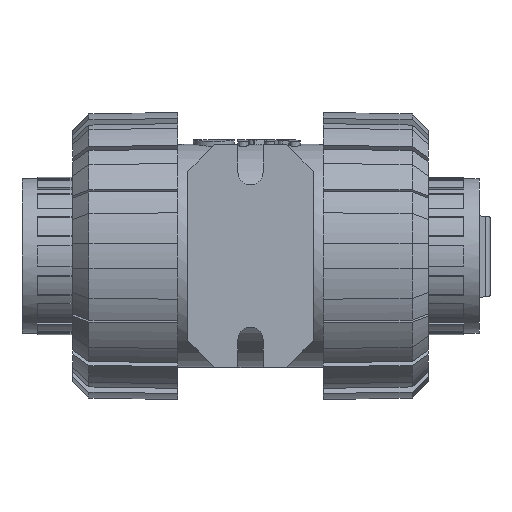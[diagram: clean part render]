
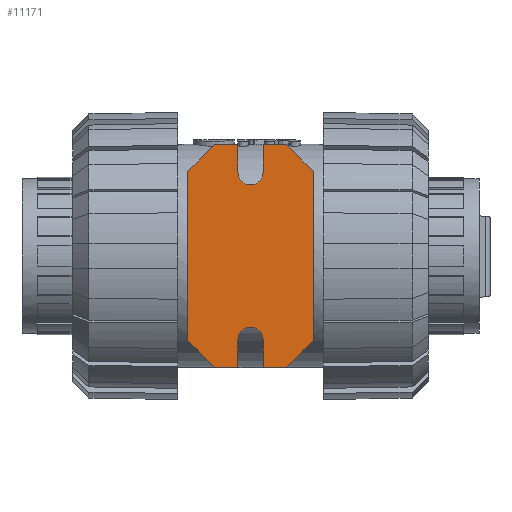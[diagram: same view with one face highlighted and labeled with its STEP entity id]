
A CAD part, front view. The second image highlights one B-rep face of the part: STEP entity #11171.
In plain terms, the highlighted planar face has unit normal (0, -1, 0).
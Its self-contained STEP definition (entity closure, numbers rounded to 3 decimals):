
#1016=PLANE('',#12249);
#1593=FACE_OUTER_BOUND('',#2202,.T.);
#2202=EDGE_LOOP('',(#10333,#10334,#10335,#10336,#10337,#10338,#10339,#10340,
#10341,#10342,#10343,#10344,#10345,#10346,#10347,#10348));
#2956=LINE('',#19972,#3779);
#3008=LINE('',#20087,#3831);
#3010=LINE('',#20091,#3833);
#3012=LINE('',#20095,#3835);
#3015=LINE('',#20103,#3838);
#3017=LINE('',#20107,#3840);
#3019=LINE('',#20111,#3842);
#3021=LINE('',#20115,#3844);
#3023=LINE('',#20119,#3846);
#3025=LINE('',#20123,#3848);
#3027=LINE('',#20127,#3850);
#3030=LINE('',#20135,#3853);
#3032=LINE('',#20139,#3855);
#3033=LINE('',#20141,#3856);
#3779=VECTOR('',#14935,1.);
#3831=VECTOR('',#15043,1.);
#3833=VECTOR('',#15047,1.);
#3835=VECTOR('',#15051,1.);
#3838=VECTOR('',#15060,1.);
#3840=VECTOR('',#15064,1.);
#3842=VECTOR('',#15068,1.);
#3844=VECTOR('',#15072,1.);
#3846=VECTOR('',#15076,1.);
#3848=VECTOR('',#15080,1.);
#3850=VECTOR('',#15084,1.);
#3853=VECTOR('',#15093,1.);
#3855=VECTOR('',#15097,1.);
#3856=VECTOR('',#15100,1.);
#4350=CIRCLE('',#12236,2.7);
#4351=CIRCLE('',#12245,2.7);
#5412=VERTEX_POINT('',#19969);
#5413=VERTEX_POINT('',#19971);
#5448=VERTEX_POINT('',#20085);
#5449=VERTEX_POINT('',#20089);
#5450=VERTEX_POINT('',#20093);
#5451=VERTEX_POINT('',#20097);
#5452=VERTEX_POINT('',#20101);
#5453=VERTEX_POINT('',#20105);
#5454=VERTEX_POINT('',#20109);
#5455=VERTEX_POINT('',#20113);
#5456=VERTEX_POINT('',#20117);
#5457=VERTEX_POINT('',#20121);
#5458=VERTEX_POINT('',#20125);
#5459=VERTEX_POINT('',#20129);
#5460=VERTEX_POINT('',#20133);
#5461=VERTEX_POINT('',#20137);
#7027=EDGE_CURVE('',#5413,#5412,#2956,.T.);
#7085=EDGE_CURVE('',#5412,#5448,#3008,.T.);
#7087=EDGE_CURVE('',#5448,#5449,#3010,.T.);
#7089=EDGE_CURVE('',#5449,#5450,#3012,.T.);
#7091=EDGE_CURVE('',#5450,#5451,#4350,.T.);
#7093=EDGE_CURVE('',#5451,#5452,#3015,.T.);
#7095=EDGE_CURVE('',#5452,#5453,#3017,.T.);
#7097=EDGE_CURVE('',#5453,#5454,#3019,.T.);
#7099=EDGE_CURVE('',#5454,#5455,#3021,.T.);
#7101=EDGE_CURVE('',#5455,#5456,#3023,.T.);
#7103=EDGE_CURVE('',#5456,#5457,#3025,.T.);
#7105=EDGE_CURVE('',#5457,#5458,#3027,.T.);
#7107=EDGE_CURVE('',#5458,#5459,#4351,.T.);
#7109=EDGE_CURVE('',#5459,#5460,#3030,.T.);
#7111=EDGE_CURVE('',#5460,#5461,#3032,.T.);
#7112=EDGE_CURVE('',#5461,#5413,#3033,.T.);
#10333=ORIENTED_EDGE('',*,*,#7027,.T.);
#10334=ORIENTED_EDGE('',*,*,#7085,.T.);
#10335=ORIENTED_EDGE('',*,*,#7087,.T.);
#10336=ORIENTED_EDGE('',*,*,#7089,.T.);
#10337=ORIENTED_EDGE('',*,*,#7091,.T.);
#10338=ORIENTED_EDGE('',*,*,#7093,.T.);
#10339=ORIENTED_EDGE('',*,*,#7095,.T.);
#10340=ORIENTED_EDGE('',*,*,#7097,.T.);
#10341=ORIENTED_EDGE('',*,*,#7099,.T.);
#10342=ORIENTED_EDGE('',*,*,#7101,.T.);
#10343=ORIENTED_EDGE('',*,*,#7103,.T.);
#10344=ORIENTED_EDGE('',*,*,#7105,.T.);
#10345=ORIENTED_EDGE('',*,*,#7107,.T.);
#10346=ORIENTED_EDGE('',*,*,#7109,.T.);
#10347=ORIENTED_EDGE('',*,*,#7111,.T.);
#10348=ORIENTED_EDGE('',*,*,#7112,.T.);
#11171=ADVANCED_FACE('',(#1593),#1016,.F.);
#12236=AXIS2_PLACEMENT_3D('',#20099,#15055,#15056);
#12245=AXIS2_PLACEMENT_3D('',#20131,#15088,#15089);
#12249=AXIS2_PLACEMENT_3D('',#20142,#15101,#15102);
#14935=DIRECTION('',(0.,0.,-1.));
#15043=DIRECTION('',(0.707,0.,-0.707));
#15047=DIRECTION('',(1.,0.,0.));
#15051=DIRECTION('',(0.,0.,1.));
#15055=DIRECTION('center_axis',(0.,1.,0.));
#15056=DIRECTION('ref_axis',(-1.,0.,0.));
#15060=DIRECTION('',(0.,0.,-1.));
#15064=DIRECTION('',(1.,0.,0.));
#15068=DIRECTION('',(0.707,0.,0.707));
#15072=DIRECTION('',(0.,0.,1.));
#15076=DIRECTION('',(-0.707,0.,0.707));
#15080=DIRECTION('',(-1.,0.,0.));
#15084=DIRECTION('',(0.,0.,-1.));
#15088=DIRECTION('center_axis',(0.,1.,0.));
#15089=DIRECTION('ref_axis',(1.,0.,0.));
#15093=DIRECTION('',(0.,0.,1.));
#15097=DIRECTION('',(-1.,0.,0.));
#15100=DIRECTION('',(-0.707,0.,-0.707));
#15101=DIRECTION('center_axis',(0.,1.,0.));
#15102=DIRECTION('ref_axis',(1.,0.,0.));
#19969=CARTESIAN_POINT('',(-13.5,-40.,-18.2));
#19971=CARTESIAN_POINT('',(-13.5,-40.,18.2));
#19972=CARTESIAN_POINT('',(-13.5,-40.,0.));
#20085=CARTESIAN_POINT('',(-7.7,-40.,-24.));
#20087=CARTESIAN_POINT('',(-13.5,-40.,-18.2));
#20089=CARTESIAN_POINT('',(-2.7,-40.,-24.));
#20091=CARTESIAN_POINT('',(-7.7,-40.,-24.));
#20093=CARTESIAN_POINT('',(-2.7,-40.,-18.));
#20095=CARTESIAN_POINT('',(-2.7,-40.,-24.));
#20097=CARTESIAN_POINT('',(2.7,-40.,-18.));
#20099=CARTESIAN_POINT('Origin',(0.,-40.,-18.));
#20101=CARTESIAN_POINT('',(2.7,-40.,-24.));
#20103=CARTESIAN_POINT('',(2.7,-40.,-18.));
#20105=CARTESIAN_POINT('',(7.7,-40.,-24.));
#20107=CARTESIAN_POINT('',(2.7,-40.,-24.));
#20109=CARTESIAN_POINT('',(13.5,-40.,-18.2));
#20111=CARTESIAN_POINT('',(7.7,-40.,-24.));
#20113=CARTESIAN_POINT('',(13.5,-40.,18.2));
#20115=CARTESIAN_POINT('',(13.5,-40.,-18.2));
#20117=CARTESIAN_POINT('',(7.7,-40.,24.));
#20119=CARTESIAN_POINT('',(13.5,-40.,18.2));
#20121=CARTESIAN_POINT('',(2.7,-40.,24.));
#20123=CARTESIAN_POINT('',(7.7,-40.,24.));
#20125=CARTESIAN_POINT('',(2.7,-40.,18.));
#20127=CARTESIAN_POINT('',(2.7,-40.,24.));
#20129=CARTESIAN_POINT('',(-2.7,-40.,18.));
#20131=CARTESIAN_POINT('Origin',(0.,-40.,18.));
#20133=CARTESIAN_POINT('',(-2.7,-40.,24.));
#20135=CARTESIAN_POINT('',(-2.7,-40.,18.));
#20137=CARTESIAN_POINT('',(-7.7,-40.,24.));
#20139=CARTESIAN_POINT('',(-2.7,-40.,24.));
#20141=CARTESIAN_POINT('',(-7.7,-40.,24.));
#20142=CARTESIAN_POINT('Origin',(0.,-40.,0.));
